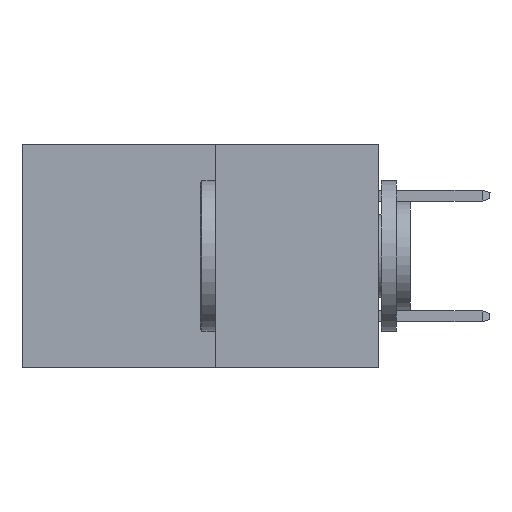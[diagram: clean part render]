
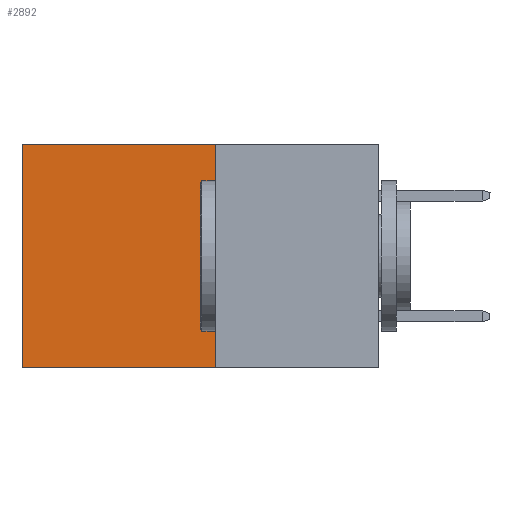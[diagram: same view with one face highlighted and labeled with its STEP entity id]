
A CAD part, left-side view. The second image highlights one B-rep face of the part: STEP entity #2892.
In plain terms, the highlighted planar face has unit normal (-1, 0, 0).
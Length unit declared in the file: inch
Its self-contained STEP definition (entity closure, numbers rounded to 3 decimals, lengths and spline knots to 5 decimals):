
#868 = FACE_OUTER_BOUND ( 'NONE', #1942, .T. ) ;
#1375 = LINE ( 'NONE', #15793, #12527 ) ;
#1942 = EDGE_LOOP ( 'NONE', ( #2973, #16836, #10791, #8676 ) ) ;
#2174 = CARTESIAN_POINT ( 'NONE',  ( 0.277, 0.59, -0.37 ) ) ;
#2892 = ADVANCED_FACE ( 'NONE', ( #868 ), #14578, .F. ) ;
#2973 = ORIENTED_EDGE ( 'NONE', *, *, #8209, .T. ) ;
#3192 = CARTESIAN_POINT ( 'NONE',  ( 0.277, 0.27, -0.37 ) ) ;
#4150 = CARTESIAN_POINT ( 'NONE',  ( 0.277, 0.59, -0.37 ) ) ;
#4463 = VERTEX_POINT ( 'NONE', #5312 ) ;
#4526 = DIRECTION ( 'NONE',  ( 0., 0., -1. ) ) ;
#5264 = VECTOR ( 'NONE', #12336, 39.37008 ) ;
#5309 = CARTESIAN_POINT ( 'NONE',  ( 0.277, 0.27, -0.37 ) ) ;
#5312 = CARTESIAN_POINT ( 'NONE',  ( 0.277, 0.59, 0. ) ) ;
#6942 = LINE ( 'NONE', #5309, #10962 ) ;
#7117 = CARTESIAN_POINT ( 'NONE',  ( 0.277, 0.27, -0.37 ) ) ;
#8209 = EDGE_CURVE ( 'NONE', #4463, #11975, #16586, .T. ) ;
#8648 = VECTOR ( 'NONE', #19088, 39.37008 ) ;
#8676 = ORIENTED_EDGE ( 'NONE', *, *, #17701, .T. ) ;
#9282 = LINE ( 'NONE', #3192, #5264 ) ;
#9471 = EDGE_CURVE ( 'NONE', #16643, #17571, #6942, .T. ) ;
#9762 = EDGE_CURVE ( 'NONE', #17571, #11975, #9282, .T. ) ;
#10791 = ORIENTED_EDGE ( 'NONE', *, *, #9471, .F. ) ;
#10962 = VECTOR ( 'NONE', #12865, 39.37008 ) ;
#11975 = VERTEX_POINT ( 'NONE', #2174 ) ;
#12109 = AXIS2_PLACEMENT_3D ( 'NONE', #7117, #14702, #4526 ) ;
#12336 = DIRECTION ( 'NONE',  ( 0., 1., 0. ) ) ;
#12527 = VECTOR ( 'NONE', #17260, 39.37008 ) ;
#12865 = DIRECTION ( 'NONE',  ( 0., 0., -1. ) ) ;
#14578 = PLANE ( 'NONE',  #12109 ) ;
#14702 = DIRECTION ( 'NONE',  ( 1., 0., 0. ) ) ;
#15213 = CARTESIAN_POINT ( 'NONE',  ( 0.277, 0.27, 0. ) ) ;
#15793 = CARTESIAN_POINT ( 'NONE',  ( 0.277, 0.27, 0. ) ) ;
#16586 = LINE ( 'NONE', #4150, #8648 ) ;
#16643 = VERTEX_POINT ( 'NONE', #15213 ) ;
#16836 = ORIENTED_EDGE ( 'NONE', *, *, #9762, .F. ) ;
#17016 = CARTESIAN_POINT ( 'NONE',  ( 0.277, 0.27, -0.37 ) ) ;
#17260 = DIRECTION ( 'NONE',  ( 0., 1., 0. ) ) ;
#17571 = VERTEX_POINT ( 'NONE', #17016 ) ;
#17701 = EDGE_CURVE ( 'NONE', #16643, #4463, #1375, .T. ) ;
#19088 = DIRECTION ( 'NONE',  ( 0., 0., -1. ) ) ;
